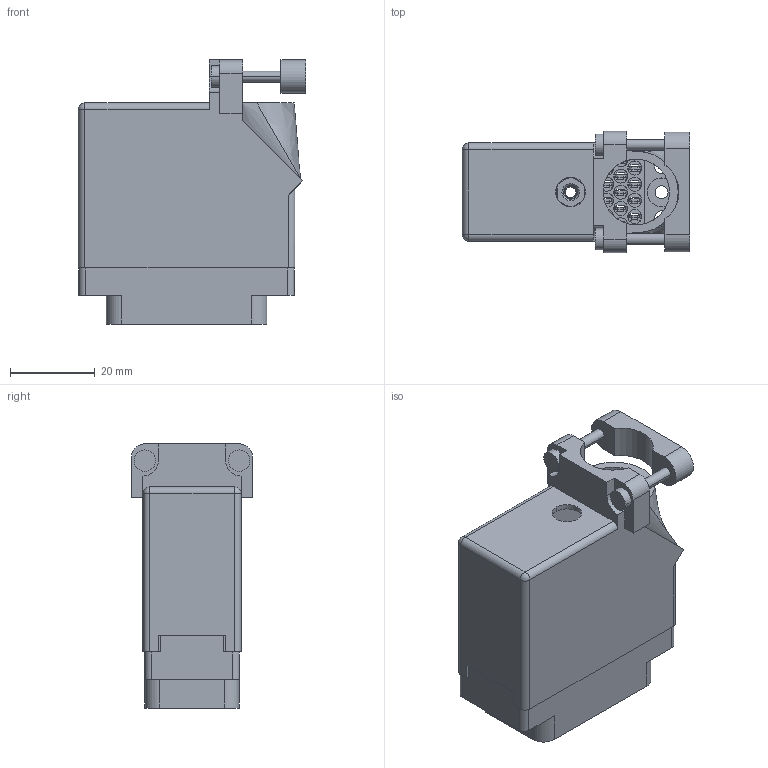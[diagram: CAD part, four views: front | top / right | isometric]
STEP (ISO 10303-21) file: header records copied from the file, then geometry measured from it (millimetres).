
FILE_DESCRIPTION (( 'STEP AP203' ), '1' );
FILE_NAME ('516-038-501-136.STEP', '2020-09-07T03:40:23', ( '' ), ( '' ), 'SwSTEP 2.0', 'SolidWorks 2020', '' );
FILE_SCHEMA (( 'CONFIG_CONTROL_DESIGN' ));
Length unit declared in the file: inch
Products named in the file (5): 516 Plug Insulator_038; 516-038-501-136; 516-230-001_Plastic - 038 Top Entry - Large Clamp; 516-252-035-100_516-252-035-100; 516-292-001_501 Contact
Assembly tree (41 placements, depth 2):
  516-038-501-136
    516 Plug Insulator_038
    516-292-001_501 Contact  x38
    516-230-001_Plastic - 038 Top Entry - Large Clamp
    516-252-035-100_516-252-035-100
Bounding box: 53.62 x 28.57 x 62.28 mm (x, y, z)
Volume: 21538.1 mm3; surface area: 33247 mm2
Topology: 41 solids, 41 shells, 3756 faces, 10860 edges, 7208 vertices
Faces by surface type: plane 2255, cylinder 1250, bspline 237, cone 12, sphere 2
Entity records: 40395 total; most frequent: CARTESIAN_POINT 9224, ORIENTED_EDGE 6324, DIRECTION 6097, EDGE_CURVE 3162, VECTOR 2293, LINE 2293, VERTEX_POINT 2102, AXIS2_PLACEMENT_3D 1902
